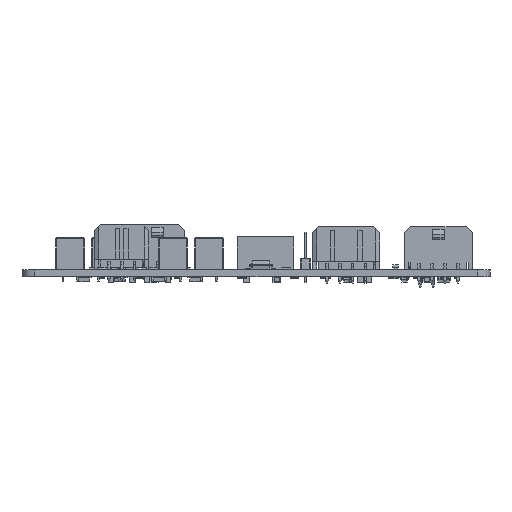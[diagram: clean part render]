
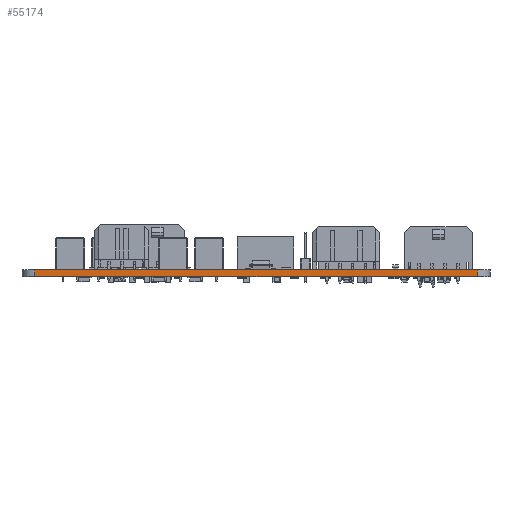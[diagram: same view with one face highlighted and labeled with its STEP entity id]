
A CAD part, front view. The second image highlights one B-rep face of the part: STEP entity #55174.
In plain terms, the highlighted planar face has unit normal (0, -1, 0).
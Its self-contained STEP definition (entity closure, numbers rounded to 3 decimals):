
#52615 = VERTEX_POINT('',#52616);
#52616 = CARTESIAN_POINT('',(56.,-132.,0.));
#52623 = EDGE_CURVE('',#52624,#52615,#52626,.T.);
#52624 = VERTEX_POINT('',#52625);
#52625 = CARTESIAN_POINT('',(159.,-132.,0.));
#52626 = LINE('',#52627,#52628);
#52627 = CARTESIAN_POINT('',(159.,-132.,0.));
#52628 = VECTOR('',#52629,1.);
#52629 = DIRECTION('',(-1.,0.,0.));
#53881 = VERTEX_POINT('',#53882);
#53882 = CARTESIAN_POINT('',(56.,-132.,1.6));
#53889 = EDGE_CURVE('',#53890,#53881,#53892,.T.);
#53890 = VERTEX_POINT('',#53891);
#53891 = CARTESIAN_POINT('',(159.,-132.,1.6));
#53892 = LINE('',#53893,#53894);
#53893 = CARTESIAN_POINT('',(159.,-132.,1.6));
#53894 = VECTOR('',#53895,1.);
#53895 = DIRECTION('',(-1.,0.,0.));
#55146 = EDGE_CURVE('',#52624,#53890,#55147,.T.);
#55147 = LINE('',#55148,#55149);
#55148 = CARTESIAN_POINT('',(159.,-132.,0.));
#55149 = VECTOR('',#55150,1.);
#55150 = DIRECTION('',(0.,0.,1.));
#55174 = ADVANCED_FACE('',(#55175),#55186,.T.);
#55175 = FACE_BOUND('',#55176,.T.);
#55176 = EDGE_LOOP('',(#55177,#55178,#55179,#55185));
#55177 = ORIENTED_EDGE('',*,*,#55146,.T.);
#55178 = ORIENTED_EDGE('',*,*,#53889,.T.);
#55179 = ORIENTED_EDGE('',*,*,#55180,.F.);
#55180 = EDGE_CURVE('',#52615,#53881,#55181,.T.);
#55181 = LINE('',#55182,#55183);
#55182 = CARTESIAN_POINT('',(56.,-132.,0.));
#55183 = VECTOR('',#55184,1.);
#55184 = DIRECTION('',(0.,0.,1.));
#55185 = ORIENTED_EDGE('',*,*,#52623,.F.);
#55186 = PLANE('',#55187);
#55187 = AXIS2_PLACEMENT_3D('',#55188,#55189,#55190);
#55188 = CARTESIAN_POINT('',(159.,-132.,0.));
#55189 = DIRECTION('',(0.,-1.,0.));
#55190 = DIRECTION('',(-1.,0.,0.));
